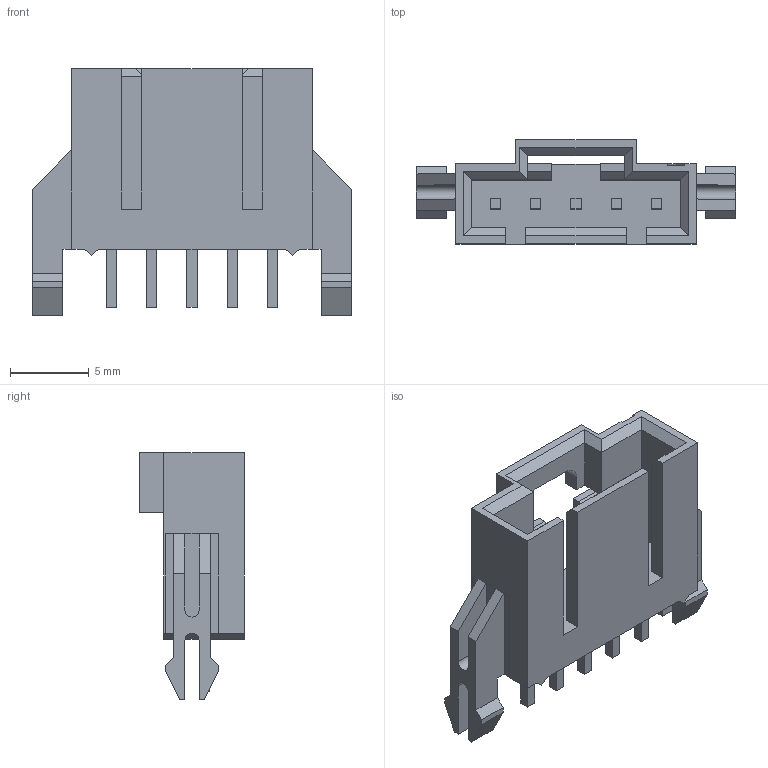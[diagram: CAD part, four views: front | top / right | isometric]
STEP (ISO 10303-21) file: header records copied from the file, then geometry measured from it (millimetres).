
FILE_DESCRIPTION((''),'2;1');
FILE_NAME('705410004','2014-04-18T',('me'),(''),'PRO/ENGINEER BY PARAMETRIC TECHNOLOGY CORPORATION, 2011490','PRO/ENGINEER BY PARAMETRIC TECHNOLOGY CORPORATION, 2011490','');
FILE_SCHEMA(('CONFIG_CONTROL_DESIGN'));
Length unit declared in the file: inch
Products named in the file (1): 705410004
Bounding box: 20.22 x 6.6 x 15.62 mm (x, y, z)
Volume: 570.2 mm3; surface area: 1224 mm2
Topology: 1 solids, 1 shells, 165 faces, 459 edges, 304 vertices
Faces by surface type: plane 159, cylinder 6
Entity records: 5215 total; most frequent: CARTESIAN_POINT 916, ORIENTED_EDGE 890, DIRECTION 821, EDGE_CURVE 445, VECTOR 431, LINE 431, VERTEX_POINT 290, AXIS2_PLACEMENT_3D 195
